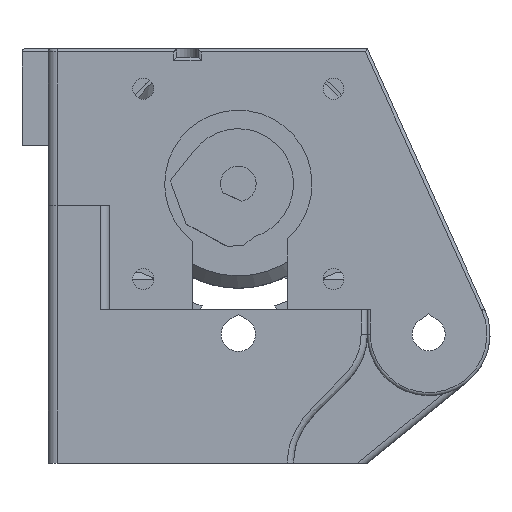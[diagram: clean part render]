
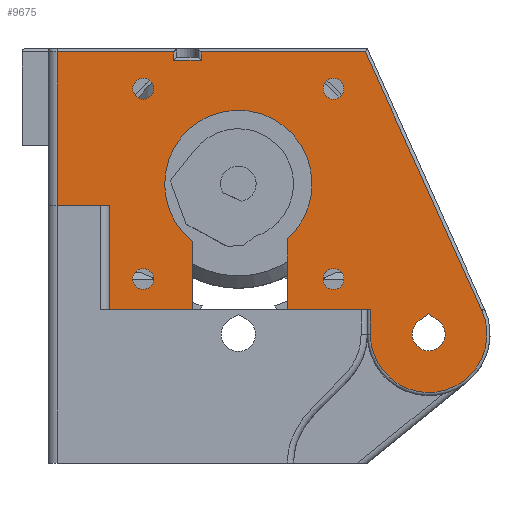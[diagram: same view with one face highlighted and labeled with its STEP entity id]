
A CAD part, left-side view. The second image highlights one B-rep face of the part: STEP entity #9675.
In plain terms, the highlighted planar face has unit normal (-1, 0, 0).
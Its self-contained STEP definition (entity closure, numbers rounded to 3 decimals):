
#120=FACE_BOUND('',#1314,.T.);
#121=FACE_BOUND('',#1315,.T.);
#122=FACE_BOUND('',#1316,.T.);
#123=FACE_BOUND('',#1317,.T.);
#124=FACE_BOUND('',#1318,.T.);
#311=PLANE('',#10405);
#718=FACE_OUTER_BOUND('',#1313,.T.);
#1313=EDGE_LOOP('',(#7541,#7542,#7543,#7544,#7545,#7546,#7547,#7548,#7549,
#7550,#7551,#7552,#7553,#7554,#7555,#7556));
#1314=EDGE_LOOP('',(#7557,#7558,#7559));
#1315=EDGE_LOOP('',(#7560));
#1316=EDGE_LOOP('',(#7561));
#1317=EDGE_LOOP('',(#7562));
#1318=EDGE_LOOP('',(#7563));
#2027=CIRCLE('',#10406,9.5);
#2028=CIRCLE('',#10407,12.);
#2029=CIRCLE('',#10408,2.7);
#2030=CIRCLE('',#10409,1.7);
#2031=CIRCLE('',#10410,1.7);
#2032=CIRCLE('',#10411,1.7);
#2033=CIRCLE('',#10412,1.7);
#2546=LINE('',#21538,#3374);
#2556=LINE('',#21558,#3384);
#2557=LINE('',#21561,#3385);
#2558=LINE('',#21563,#3386);
#2559=LINE('',#21567,#3387);
#2560=LINE('',#21569,#3388);
#2561=LINE('',#21571,#3389);
#2562=LINE('',#21573,#3390);
#2563=LINE('',#21575,#3391);
#2564=LINE('',#21577,#3392);
#2565=LINE('',#21579,#3393);
#2566=LINE('',#21581,#3394);
#2567=LINE('',#21583,#3395);
#2568=LINE('',#21584,#3396);
#2569=LINE('',#21588,#3397);
#2570=LINE('',#21591,#3398);
#3374=VECTOR('',#12000,10.);
#3384=VECTOR('',#12012,10.);
#3385=VECTOR('',#12015,10.);
#3386=VECTOR('',#12016,10.);
#3387=VECTOR('',#12019,10.);
#3388=VECTOR('',#12020,10.);
#3389=VECTOR('',#12021,10.);
#3390=VECTOR('',#12022,10.);
#3391=VECTOR('',#12023,10.);
#3392=VECTOR('',#12024,10.);
#3393=VECTOR('',#12025,10.);
#3394=VECTOR('',#12026,10.);
#3395=VECTOR('',#12027,10.);
#3396=VECTOR('',#12028,10.);
#3397=VECTOR('',#12031,10.);
#3398=VECTOR('',#12034,10.);
#4328=VERTEX_POINT('',#21534);
#4330=VERTEX_POINT('',#21537);
#4335=VERTEX_POINT('',#21548);
#4339=VERTEX_POINT('',#21556);
#4340=VERTEX_POINT('',#21560);
#4341=VERTEX_POINT('',#21562);
#4342=VERTEX_POINT('',#21564);
#4343=VERTEX_POINT('',#21566);
#4344=VERTEX_POINT('',#21568);
#4345=VERTEX_POINT('',#21570);
#4346=VERTEX_POINT('',#21572);
#4347=VERTEX_POINT('',#21574);
#4348=VERTEX_POINT('',#21576);
#4349=VERTEX_POINT('',#21578);
#4350=VERTEX_POINT('',#21580);
#4351=VERTEX_POINT('',#21582);
#4352=VERTEX_POINT('',#21586);
#4353=VERTEX_POINT('',#21587);
#4354=VERTEX_POINT('',#21589);
#4355=VERTEX_POINT('',#21592);
#4356=VERTEX_POINT('',#21594);
#4357=VERTEX_POINT('',#21596);
#4358=VERTEX_POINT('',#21598);
#5477=EDGE_CURVE('',#4330,#4328,#2546,.T.);
#5487=EDGE_CURVE('',#4335,#4339,#2556,.T.);
#5488=EDGE_CURVE('',#4339,#4340,#2557,.T.);
#5489=EDGE_CURVE('',#4341,#4340,#2558,.T.);
#5490=EDGE_CURVE('',#4342,#4341,#2027,.T.);
#5491=EDGE_CURVE('',#4343,#4342,#2559,.T.);
#5492=EDGE_CURVE('',#4344,#4343,#2560,.T.);
#5493=EDGE_CURVE('',#4345,#4344,#2561,.T.);
#5494=EDGE_CURVE('',#4346,#4345,#2562,.T.);
#5495=EDGE_CURVE('',#4347,#4346,#2563,.T.);
#5496=EDGE_CURVE('',#4348,#4347,#2564,.T.);
#5497=EDGE_CURVE('',#4349,#4348,#2565,.T.);
#5498=EDGE_CURVE('',#4349,#4350,#2566,.T.);
#5499=EDGE_CURVE('',#4350,#4351,#2567,.T.);
#5500=EDGE_CURVE('',#4351,#4330,#2568,.T.);
#5501=EDGE_CURVE('',#4328,#4335,#2028,.T.);
#5502=EDGE_CURVE('',#4352,#4353,#2569,.T.);
#5503=EDGE_CURVE('',#4353,#4354,#2029,.T.);
#5504=EDGE_CURVE('',#4354,#4352,#2570,.T.);
#5505=EDGE_CURVE('',#4355,#4355,#2030,.T.);
#5506=EDGE_CURVE('',#4356,#4356,#2031,.T.);
#5507=EDGE_CURVE('',#4357,#4357,#2032,.T.);
#5508=EDGE_CURVE('',#4358,#4358,#2033,.T.);
#7541=ORIENTED_EDGE('',*,*,#5487,.T.);
#7542=ORIENTED_EDGE('',*,*,#5488,.T.);
#7543=ORIENTED_EDGE('',*,*,#5489,.F.);
#7544=ORIENTED_EDGE('',*,*,#5490,.F.);
#7545=ORIENTED_EDGE('',*,*,#5491,.F.);
#7546=ORIENTED_EDGE('',*,*,#5492,.F.);
#7547=ORIENTED_EDGE('',*,*,#5493,.F.);
#7548=ORIENTED_EDGE('',*,*,#5494,.F.);
#7549=ORIENTED_EDGE('',*,*,#5495,.F.);
#7550=ORIENTED_EDGE('',*,*,#5496,.F.);
#7551=ORIENTED_EDGE('',*,*,#5497,.F.);
#7552=ORIENTED_EDGE('',*,*,#5498,.T.);
#7553=ORIENTED_EDGE('',*,*,#5499,.T.);
#7554=ORIENTED_EDGE('',*,*,#5500,.T.);
#7555=ORIENTED_EDGE('',*,*,#5477,.T.);
#7556=ORIENTED_EDGE('',*,*,#5501,.T.);
#7557=ORIENTED_EDGE('',*,*,#5502,.T.);
#7558=ORIENTED_EDGE('',*,*,#5503,.T.);
#7559=ORIENTED_EDGE('',*,*,#5504,.T.);
#7560=ORIENTED_EDGE('',*,*,#5505,.T.);
#7561=ORIENTED_EDGE('',*,*,#5506,.T.);
#7562=ORIENTED_EDGE('',*,*,#5507,.T.);
#7563=ORIENTED_EDGE('',*,*,#5508,.T.);
#9675=ADVANCED_FACE('',(#718,#120,#121,#122,#123,#124),#311,.T.);
#10405=AXIS2_PLACEMENT_3D('',#21559,#12013,#12014);
#10406=AXIS2_PLACEMENT_3D('',#21565,#12017,#12018);
#10407=AXIS2_PLACEMENT_3D('',#21585,#12029,#12030);
#10408=AXIS2_PLACEMENT_3D('',#21590,#12032,#12033);
#10409=AXIS2_PLACEMENT_3D('',#21593,#12035,#12036);
#10410=AXIS2_PLACEMENT_3D('',#21595,#12037,#12038);
#10411=AXIS2_PLACEMENT_3D('',#21597,#12039,#12040);
#10412=AXIS2_PLACEMENT_3D('',#21599,#12041,#12042);
#12000=DIRECTION('',(0.,0.,1.));
#12012=DIRECTION('',(0.,0.,-1.));
#12013=DIRECTION('center_axis',(-1.,0.,0.));
#12014=DIRECTION('ref_axis',(0.,-1.,0.));
#12015=DIRECTION('',(0.,-1.,0.));
#12016=DIRECTION('',(0.,0.,1.));
#12017=DIRECTION('center_axis',(1.,0.,0.));
#12018=DIRECTION('ref_axis',(0.,-0.21,-0.978));
#12019=DIRECTION('',(0.,-0.411,-0.912));
#12020=DIRECTION('',(0.,-1.,0.));
#12021=DIRECTION('',(0.,0.,1.));
#12022=DIRECTION('',(0.,-1.,0.));
#12023=DIRECTION('',(0.,0.,-1.));
#12024=DIRECTION('',(0.,-1.,0.));
#12025=DIRECTION('',(0.,0.,1.));
#12026=DIRECTION('',(0.,-1.,0.));
#12027=DIRECTION('',(0.,0.,-1.));
#12028=DIRECTION('',(0.,-1.,0.));
#12029=DIRECTION('center_axis',(1.,0.,0.));
#12030=DIRECTION('ref_axis',(0.,-1.,0.));
#12031=DIRECTION('',(0.,-0.817,-0.576));
#12032=DIRECTION('center_axis',(1.,0.,0.));
#12033=DIRECTION('ref_axis',(0.,-1.,0.));
#12034=DIRECTION('',(0.,-0.817,0.576));
#12035=DIRECTION('center_axis',(1.,0.,0.));
#12036=DIRECTION('ref_axis',(0.,-1.,0.));
#12037=DIRECTION('center_axis',(1.,0.,0.));
#12038=DIRECTION('ref_axis',(0.,-1.,0.));
#12039=DIRECTION('center_axis',(1.,0.,0.));
#12040=DIRECTION('ref_axis',(0.,-1.,0.));
#12041=DIRECTION('center_axis',(1.,0.,0.));
#12042=DIRECTION('ref_axis',(0.,-1.,0.));
#21534=CARTESIAN_POINT('',(-123.,7.5,15.133));
#21537=CARTESIAN_POINT('',(-123.,7.5,4.));
#21538=CARTESIAN_POINT('',(-123.,7.5,14.25));
#21548=CARTESIAN_POINT('',(-123.,-8.,15.556));
#21556=CARTESIAN_POINT('',(-123.,-8.,4.));
#21558=CARTESIAN_POINT('',(-123.,-8.,14.25));
#21559=CARTESIAN_POINT('Origin',(-123.,0.,24.5));
#21560=CARTESIAN_POINT('',(-123.,-21.5,4.));
#21561=CARTESIAN_POINT('',(-123.,-10.5,4.));
#21562=CARTESIAN_POINT('',(-123.,-21.5,0.));
#21563=CARTESIAN_POINT('',(-123.,-21.5,12.25));
#21564=CARTESIAN_POINT('',(-123.,-39.66,3.905));
#21565=CARTESIAN_POINT('Origin',(-123.,-31.,0.));
#21566=CARTESIAN_POINT('',(-123.,-20.677,46.));
#21567=CARTESIAN_POINT('',(-123.,-22.892,41.088));
#21568=CARTESIAN_POINT('',(-123.,6.048,46.));
#21569=CARTESIAN_POINT('',(-123.,10.5,46.));
#21570=CARTESIAN_POINT('',(-123.,6.048,44.6));
#21571=CARTESIAN_POINT('',(-123.,6.048,35.5));
#21572=CARTESIAN_POINT('',(-123.,10.548,44.6));
#21573=CARTESIAN_POINT('',(-123.,5.149,44.6));
#21574=CARTESIAN_POINT('',(-123.,10.548,46.));
#21575=CARTESIAN_POINT('',(-123.,10.548,35.5));
#21576=CARTESIAN_POINT('',(-123.,29.5,46.));
#21577=CARTESIAN_POINT('',(-123.,10.5,46.));
#21578=CARTESIAN_POINT('',(-123.,29.5,21.));
#21579=CARTESIAN_POINT('',(-123.,29.5,35.5));
#21580=CARTESIAN_POINT('',(-123.,21.,21.));
#21581=CARTESIAN_POINT('',(-123.,13.,21.));
#21582=CARTESIAN_POINT('',(-123.,21.,4.));
#21583=CARTESIAN_POINT('',(-123.,21.,44.75));
#21584=CARTESIAN_POINT('',(-123.,-10.5,4.));
#21585=CARTESIAN_POINT('Origin',(-123.,0.,24.5));
#21586=CARTESIAN_POINT('',(-123.,-31.,3.303));
#21587=CARTESIAN_POINT('',(-123.,-32.556,2.207));
#21588=CARTESIAN_POINT('',(-123.,-15.654,14.121));
#21589=CARTESIAN_POINT('',(-123.,-29.444,2.207));
#21590=CARTESIAN_POINT('Origin',(-123.,-31.,0.));
#21591=CARTESIAN_POINT('',(-123.,-24.858,-1.026));
#21592=CARTESIAN_POINT('',(-123.,17.2,9.));
#21593=CARTESIAN_POINT('Origin',(-123.,15.5,9.));
#21594=CARTESIAN_POINT('',(-123.,-13.8,9.));
#21595=CARTESIAN_POINT('Origin',(-123.,-15.5,9.));
#21596=CARTESIAN_POINT('',(-123.,-13.8,40.));
#21597=CARTESIAN_POINT('Origin',(-123.,-15.5,40.));
#21598=CARTESIAN_POINT('',(-123.,17.2,40.));
#21599=CARTESIAN_POINT('Origin',(-123.,15.5,40.));
